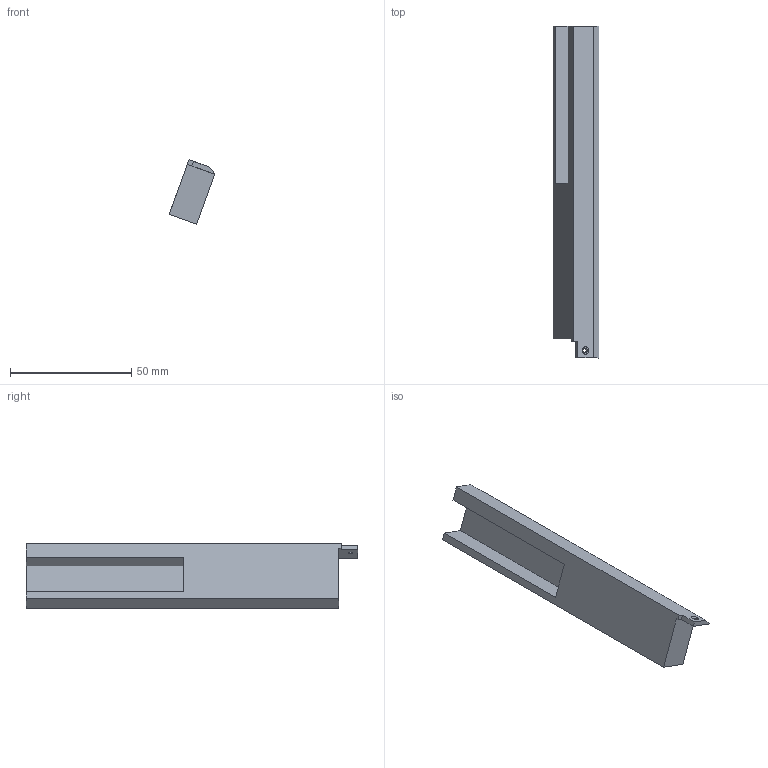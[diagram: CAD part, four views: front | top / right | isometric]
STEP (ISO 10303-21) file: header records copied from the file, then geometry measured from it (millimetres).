
FILE_DESCRIPTION(/* description */ (''),/* implementation_level */ '2;1');
FILE_NAME(/* name */ 'cover11.step',/* time_stamp */ '2020-12-18T16:21:43+06:00',/* author */ (''),/* organization */ (''),/* preprocessor_version */ 'ST-DEVELOPER v18.1',/* originating_system */ 'Autodesk Translation Framework v9.7.1.1290',/* authorisation */ '');
FILE_SCHEMA (('AUTOMOTIVE_DESIGN { 1 0 10303 214 3 1 1 }'));
Length unit declared in the file: millimetre
Products named in the file (1): cover11
Bounding box: 18.88 x 137.04 x 26.66 mm (x, y, z)
Volume: 27203.1 mm3; surface area: 11185.3 mm2
Topology: 1 solids, 1 shells, 17 faces, 44 edges, 29 vertices
Faces by surface type: plane 15, cylinder 1, cone 1
Full cylindrical faces by diameter (mm): 2 x1
Entity records: 557 total; most frequent: CARTESIAN_POINT 91, ORIENTED_EDGE 88, DIRECTION 83, EDGE_CURVE 44, LINE 41, VECTOR 41, VERTEX_POINT 29, AXIS2_PLACEMENT_3D 21
